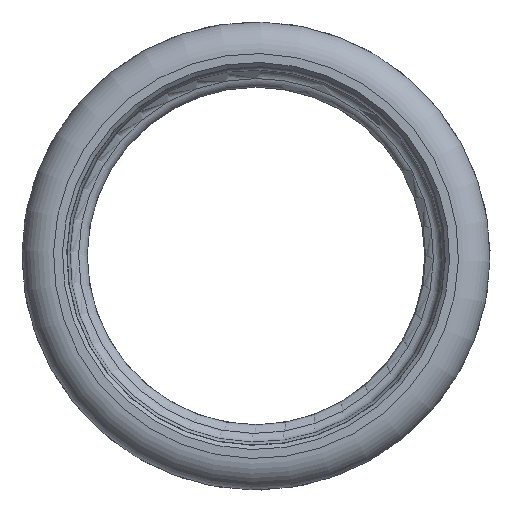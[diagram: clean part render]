
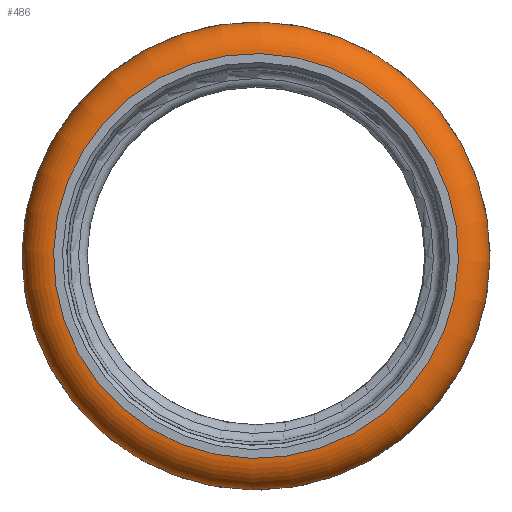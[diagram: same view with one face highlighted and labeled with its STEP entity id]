
A CAD part, left-side view. The second image highlights one B-rep face of the part: STEP entity #486.
In plain terms, the highlighted toroidal (fillet/blend) face has major radius 19.2 mm and minor radius 3 mm.
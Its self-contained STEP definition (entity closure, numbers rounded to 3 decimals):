
#35=TOROIDAL_SURFACE('',#568,19.2,3.);
#59=FACE_OUTER_BOUND('',#93,.T.);
#93=EDGE_LOOP('',(#368,#369,#370,#371));
#168=CIRCLE('',#567,21.657);
#169=CIRCLE('',#569,19.2);
#170=CIRCLE('',#570,3.);
#213=VERTEX_POINT('',#862);
#214=VERTEX_POINT('',#866);
#265=EDGE_CURVE('',#213,#213,#168,.T.);
#267=EDGE_CURVE('',#214,#214,#169,.T.);
#268=EDGE_CURVE('',#214,#213,#170,.T.);
#368=ORIENTED_EDGE('',*,*,#267,.F.);
#369=ORIENTED_EDGE('',*,*,#268,.T.);
#370=ORIENTED_EDGE('',*,*,#265,.T.);
#371=ORIENTED_EDGE('',*,*,#268,.F.);
#486=ADVANCED_FACE('',(#59),#35,.T.);
#567=AXIS2_PLACEMENT_3D('',#863,#703,#704);
#568=AXIS2_PLACEMENT_3D('',#865,#706,#707);
#569=AXIS2_PLACEMENT_3D('',#867,#708,#709);
#570=AXIS2_PLACEMENT_3D('',#868,#710,#711);
#703=DIRECTION('center_axis',(-1.,0.,0.));
#704=DIRECTION('ref_axis',(0.,1.,0.));
#706=DIRECTION('center_axis',(-1.,0.,0.));
#707=DIRECTION('ref_axis',(0.,0.878,-0.479));
#708=DIRECTION('center_axis',(-1.,0.,0.));
#709=DIRECTION('ref_axis',(0.,1.,0.));
#710=DIRECTION('center_axis',(0.,0.479,0.878));
#711=DIRECTION('ref_axis',(0.,-0.878,0.479));
#862=CARTESIAN_POINT('',(-26.279,-19.006,10.383));
#863=CARTESIAN_POINT('Origin',(-26.279,0.,0.));
#865=CARTESIAN_POINT('Origin',(-28.,0.,0.));
#866=CARTESIAN_POINT('',(-31.,-16.85,9.205));
#867=CARTESIAN_POINT('Origin',(-31.,0.,0.));
#868=CARTESIAN_POINT('Origin',(-28.,-16.85,9.205));
